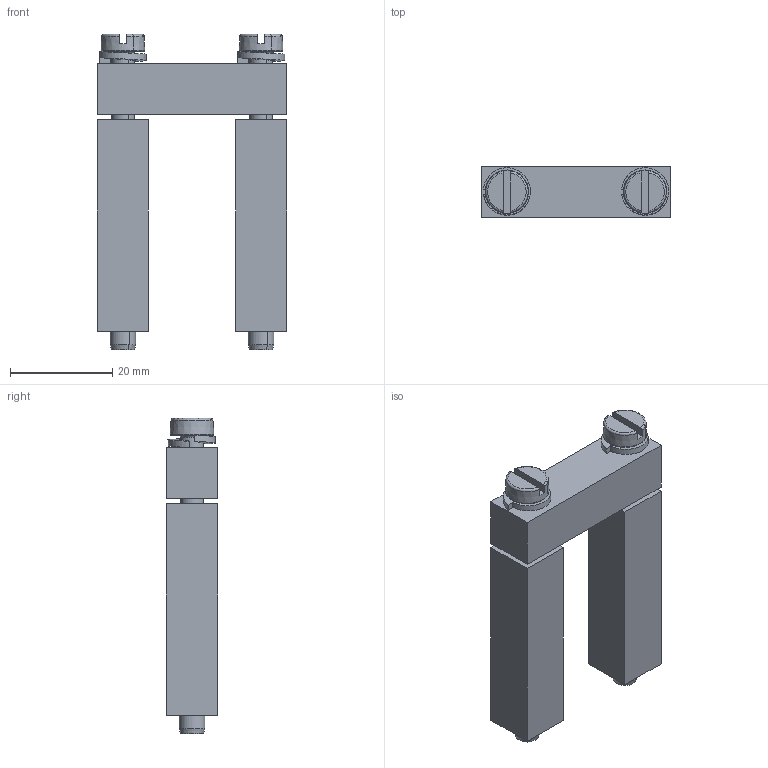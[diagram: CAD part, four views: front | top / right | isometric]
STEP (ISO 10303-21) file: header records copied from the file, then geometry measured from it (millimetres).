
FILE_DESCRIPTION(('CATIA V5 STEP Exchange','CAx-IF Rec.Pracs.--- Model Styling and Organization---1.4--- 2014-01-23'),'2;1');
FILE_NAME ('005265-4_0_1063500000_1063500000_S.stp','2021-05-28T06:44:53+00:00',('none'),('Weidmueller'),'CATIA Version 5-6 Release 2016 SP3 HF44','CATIA V5 STEP AP214','none');
FILE_SCHEMA(('AUTOMOTIVE_DESIGN { 1 0 10303 214 1 1 1 1 }'));
Length unit declared in the file: millimetre
Products named in the file (1): 15573_WQV_70_95_2_AllCATPart
Bounding box: 37 x 10 x 61.6 mm (x, y, z)
Volume: 11995.9 mm3; surface area: 9414.5 mm2
Topology: 7 solids, 7 shells, 96 faces, 212 edges, 132 vertices
Faces by surface type: plane 36, cylinder 20, cone 16, torus 16, bspline 8
Entity records: 2822 total; most frequent: CARTESIAN_POINT 892, ORIENTED_EDGE 424, DIRECTION 290, EDGE_CURVE 212, AXIS2_PLACEMENT_3D 152, VERTEX_POINT 132, EDGE_LOOP 106, ADVANCED_FACE 96
